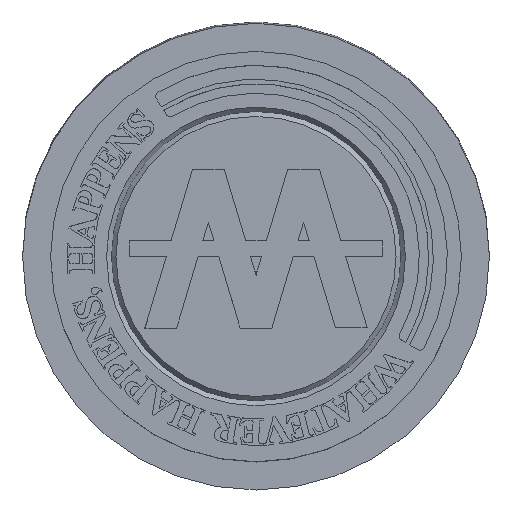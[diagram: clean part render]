
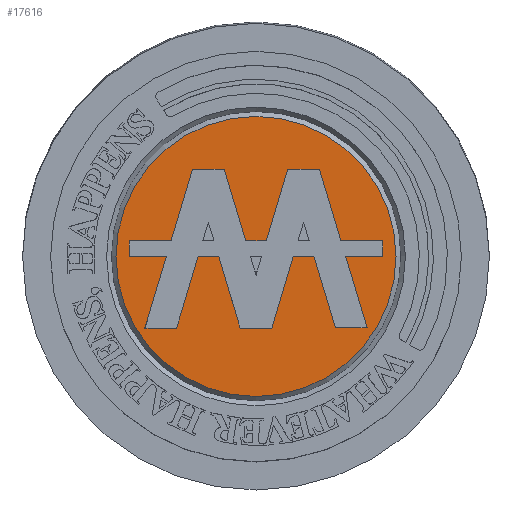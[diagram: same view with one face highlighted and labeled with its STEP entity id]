
A CAD part, top view. The second image highlights one B-rep face of the part: STEP entity #17616.
In plain terms, the highlighted face is planar.
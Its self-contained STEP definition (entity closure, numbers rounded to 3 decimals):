
#2593=LINE('',#41871,#4462);
#2596=LINE('',#41877,#4465);
#2598=LINE('',#41881,#4467);
#2600=LINE('',#41885,#4469);
#2602=LINE('',#41889,#4471);
#2604=LINE('',#41893,#4473);
#2606=LINE('',#41897,#4475);
#2608=LINE('',#41901,#4477);
#2610=LINE('',#41905,#4479);
#2612=LINE('',#41909,#4481);
#2614=LINE('',#41913,#4483);
#2616=LINE('',#41917,#4485);
#2618=LINE('',#41921,#4487);
#2620=LINE('',#41925,#4489);
#2622=LINE('',#41929,#4491);
#2624=LINE('',#41933,#4493);
#2626=LINE('',#41937,#4495);
#2628=LINE('',#41941,#4497);
#2630=LINE('',#41945,#4499);
#2632=LINE('',#41949,#4501);
#2634=LINE('',#41953,#4503);
#2636=LINE('',#41957,#4505);
#2638=LINE('',#41961,#4507);
#2640=LINE('',#41965,#4509);
#4462=VECTOR('',#21256,1000.);
#4465=VECTOR('',#21261,1000.);
#4467=VECTOR('',#21265,1000.);
#4469=VECTOR('',#21269,1000.);
#4471=VECTOR('',#21273,1000.);
#4473=VECTOR('',#21277,1000.);
#4475=VECTOR('',#21281,1000.);
#4477=VECTOR('',#21285,1000.);
#4479=VECTOR('',#21289,1000.);
#4481=VECTOR('',#21293,1000.);
#4483=VECTOR('',#21297,1000.);
#4485=VECTOR('',#21301,1000.);
#4487=VECTOR('',#21305,1000.);
#4489=VECTOR('',#21309,1000.);
#4491=VECTOR('',#21313,1000.);
#4493=VECTOR('',#21317,1000.);
#4495=VECTOR('',#21321,1000.);
#4497=VECTOR('',#21325,1000.);
#4499=VECTOR('',#21329,1000.);
#4501=VECTOR('',#21333,1000.);
#4503=VECTOR('',#21337,1000.);
#4505=VECTOR('',#21341,1000.);
#4507=VECTOR('',#21345,1000.);
#4509=VECTOR('',#21349,1000.);
#9309=ORIENTED_EDGE('',*,*,#12064,.T.);
#9310=ORIENTED_EDGE('',*,*,#12062,.T.);
#9311=ORIENTED_EDGE('',*,*,#12060,.T.);
#9312=ORIENTED_EDGE('',*,*,#12058,.T.);
#9313=ORIENTED_EDGE('',*,*,#12056,.T.);
#9314=ORIENTED_EDGE('',*,*,#12054,.T.);
#9315=ORIENTED_EDGE('',*,*,#12052,.T.);
#9316=ORIENTED_EDGE('',*,*,#12050,.T.);
#9317=ORIENTED_EDGE('',*,*,#12048,.T.);
#9318=ORIENTED_EDGE('',*,*,#12046,.T.);
#9319=ORIENTED_EDGE('',*,*,#12044,.T.);
#9320=ORIENTED_EDGE('',*,*,#12042,.T.);
#9321=ORIENTED_EDGE('',*,*,#12040,.T.);
#9322=ORIENTED_EDGE('',*,*,#12038,.T.);
#9323=ORIENTED_EDGE('',*,*,#12036,.T.);
#9324=ORIENTED_EDGE('',*,*,#12034,.T.);
#9325=ORIENTED_EDGE('',*,*,#12032,.T.);
#9326=ORIENTED_EDGE('',*,*,#12030,.T.);
#9327=ORIENTED_EDGE('',*,*,#12028,.T.);
#9328=ORIENTED_EDGE('',*,*,#12026,.T.);
#9329=ORIENTED_EDGE('',*,*,#12024,.T.);
#9330=ORIENTED_EDGE('',*,*,#12022,.T.);
#9331=ORIENTED_EDGE('',*,*,#12020,.T.);
#9332=ORIENTED_EDGE('',*,*,#12017,.T.);
#9333=ORIENTED_EDGE('',*,*,#12065,.F.);
#12017=EDGE_CURVE('',#13804,#13805,#2593,.T.);
#12020=EDGE_CURVE('',#13806,#13804,#2596,.T.);
#12022=EDGE_CURVE('',#13807,#13806,#2598,.T.);
#12024=EDGE_CURVE('',#13808,#13807,#2600,.T.);
#12026=EDGE_CURVE('',#13809,#13808,#2602,.T.);
#12028=EDGE_CURVE('',#13810,#13809,#2604,.T.);
#12030=EDGE_CURVE('',#13811,#13810,#2606,.T.);
#12032=EDGE_CURVE('',#13812,#13811,#2608,.T.);
#12034=EDGE_CURVE('',#13813,#13812,#2610,.T.);
#12036=EDGE_CURVE('',#13814,#13813,#2612,.T.);
#12038=EDGE_CURVE('',#13815,#13814,#2614,.T.);
#12040=EDGE_CURVE('',#13816,#13815,#2616,.T.);
#12042=EDGE_CURVE('',#13817,#13816,#2618,.T.);
#12044=EDGE_CURVE('',#13818,#13817,#2620,.T.);
#12046=EDGE_CURVE('',#13819,#13818,#2622,.T.);
#12048=EDGE_CURVE('',#13820,#13819,#2624,.T.);
#12050=EDGE_CURVE('',#13821,#13820,#2626,.T.);
#12052=EDGE_CURVE('',#13822,#13821,#2628,.T.);
#12054=EDGE_CURVE('',#13823,#13822,#2630,.T.);
#12056=EDGE_CURVE('',#13824,#13823,#2632,.T.);
#12058=EDGE_CURVE('',#13825,#13824,#2634,.T.);
#12060=EDGE_CURVE('',#13826,#13825,#2636,.T.);
#12062=EDGE_CURVE('',#13827,#13826,#2638,.T.);
#12064=EDGE_CURVE('',#13805,#13827,#2640,.T.);
#12065=EDGE_CURVE('',#13828,#13828,#13990,.T.);
#13804=VERTEX_POINT('',#41872);
#13805=VERTEX_POINT('',#41873);
#13806=VERTEX_POINT('',#41878);
#13807=VERTEX_POINT('',#41882);
#13808=VERTEX_POINT('',#41886);
#13809=VERTEX_POINT('',#41890);
#13810=VERTEX_POINT('',#41894);
#13811=VERTEX_POINT('',#41898);
#13812=VERTEX_POINT('',#41902);
#13813=VERTEX_POINT('',#41906);
#13814=VERTEX_POINT('',#41910);
#13815=VERTEX_POINT('',#41914);
#13816=VERTEX_POINT('',#41918);
#13817=VERTEX_POINT('',#41922);
#13818=VERTEX_POINT('',#41926);
#13819=VERTEX_POINT('',#41930);
#13820=VERTEX_POINT('',#41934);
#13821=VERTEX_POINT('',#41938);
#13822=VERTEX_POINT('',#41942);
#13823=VERTEX_POINT('',#41946);
#13824=VERTEX_POINT('',#41950);
#13825=VERTEX_POINT('',#41954);
#13826=VERTEX_POINT('',#41958);
#13827=VERTEX_POINT('',#41962);
#13828=VERTEX_POINT('',#41968);
#13990=CIRCLE('',#18328,7.5);
#14971=EDGE_LOOP('',(#9309,#9310,#9311,#9312,#9313,#9314,#9315,#9316,#9317,
#9318,#9319,#9320,#9321,#9322,#9323,#9324,#9325,#9326,#9327,#9328,#9329,
#9330,#9331,#9332));
#14972=EDGE_LOOP('',(#9333));
#16030=FACE_BOUND('',#14971,.T.);
#16031=FACE_BOUND('',#14972,.T.);
#16685=PLANE('',#18327);
#17616=ADVANCED_FACE('',(#16030,#16031),#16685,.F.);
#18327=AXIS2_PLACEMENT_3D('',#41966,#21350,#21351);
#18328=AXIS2_PLACEMENT_3D('',#41967,#21352,#21353);
#21256=DIRECTION('',(-0.287,0.958,0.));
#21261=DIRECTION('',(-1.,0.,0.));
#21265=DIRECTION('',(-0.287,-0.958,0.));
#21269=DIRECTION('',(-1.,0.,0.));
#21273=DIRECTION('',(-0.287,0.958,0.));
#21277=DIRECTION('',(-1.,0.,0.));
#21281=DIRECTION('',(0.,1.,0.));
#21285=DIRECTION('',(1.,0.,0.));
#21289=DIRECTION('',(-0.287,0.958,0.));
#21293=DIRECTION('',(1.,0.,0.));
#21297=DIRECTION('',(0.287,-0.958,0.));
#21301=DIRECTION('',(1.,0.,0.));
#21305=DIRECTION('',(0.287,0.958,0.));
#21309=DIRECTION('',(1.,0.,0.));
#21313=DIRECTION('',(0.287,-0.958,0.));
#21317=DIRECTION('',(1.,0.,0.));
#21321=DIRECTION('',(0.287,0.958,0.));
#21325=DIRECTION('',(1.,0.,0.));
#21329=DIRECTION('',(-0.287,-0.958,0.));
#21333=DIRECTION('',(1.,0.,0.));
#21337=DIRECTION('',(0.,-1.,0.));
#21341=DIRECTION('',(-1.,0.,0.));
#21345=DIRECTION('',(-0.287,-0.958,0.));
#21349=DIRECTION('',(-1.,0.,0.));
#21350=DIRECTION('',(0.,0.,1.));
#21351=DIRECTION('',(-1.,0.,0.));
#21352=DIRECTION('',(0.,0.,1.));
#21353=DIRECTION('',(-1.,0.,0.));
#41871=CARTESIAN_POINT('',(-0.273,-0.082,-0.5));
#41872=CARTESIAN_POINT('',(-0.553,0.85,-0.5));
#41873=CARTESIAN_POINT('',(-1.7,4.675,-0.5));
#41877=CARTESIAN_POINT('',(0.,0.85,-0.5));
#41878=CARTESIAN_POINT('',(0.553,0.85,-0.5));
#41881=CARTESIAN_POINT('',(0.273,-0.082,-0.5));
#41882=CARTESIAN_POINT('',(1.7,4.675,-0.5));
#41885=CARTESIAN_POINT('',(0.,4.675,-0.5));
#41886=CARTESIAN_POINT('',(3.4,4.675,-0.5));
#41889=CARTESIAN_POINT('',(4.406,1.322,-0.5));
#41890=CARTESIAN_POINT('',(4.548,0.85,-0.5));
#41893=CARTESIAN_POINT('',(0.,0.85,-0.5));
#41894=CARTESIAN_POINT('',(6.8,0.85,-0.5));
#41897=CARTESIAN_POINT('',(6.8,0.,-0.5));
#41898=CARTESIAN_POINT('',(6.8,0.,-0.5));
#41901=CARTESIAN_POINT('',(0.,0.,-0.5));
#41902=CARTESIAN_POINT('',(4.803,0.,-0.5));
#41905=CARTESIAN_POINT('',(4.406,1.322,-0.5));
#41906=CARTESIAN_POINT('',(5.95,-3.825,-0.5));
#41909=CARTESIAN_POINT('',(0.,-3.825,-0.5));
#41910=CARTESIAN_POINT('',(4.25,-3.825,-0.5));
#41913=CARTESIAN_POINT('',(2.846,0.854,-0.5));
#41914=CARTESIAN_POINT('',(3.103,0.,-0.5));
#41917=CARTESIAN_POINT('',(0.,0.,-0.5));
#41918=CARTESIAN_POINT('',(1.998,0.,-0.5));
#41921=CARTESIAN_POINT('',(1.833,-0.55,-0.5));
#41922=CARTESIAN_POINT('',(0.85,-3.825,-0.5));
#41925=CARTESIAN_POINT('',(0.,-3.825,-0.5));
#41926=CARTESIAN_POINT('',(-0.85,-3.825,-0.5));
#41929=CARTESIAN_POINT('',(-1.833,-0.55,-0.5));
#41930=CARTESIAN_POINT('',(-1.998,0.,-0.5));
#41933=CARTESIAN_POINT('',(0.,0.,-0.5));
#41934=CARTESIAN_POINT('',(-3.103,0.,-0.5));
#41937=CARTESIAN_POINT('',(-2.846,0.854,-0.5));
#41938=CARTESIAN_POINT('',(-4.25,-3.825,-0.5));
#41941=CARTESIAN_POINT('',(0.,-3.825,-0.5));
#41942=CARTESIAN_POINT('',(-5.95,-3.825,-0.5));
#41945=CARTESIAN_POINT('',(-4.406,1.322,-0.5));
#41946=CARTESIAN_POINT('',(-4.803,0.,-0.5));
#41949=CARTESIAN_POINT('',(0.,0.,-0.5));
#41950=CARTESIAN_POINT('',(-6.8,0.,-0.5));
#41953=CARTESIAN_POINT('',(-6.8,0.,-0.5));
#41954=CARTESIAN_POINT('',(-6.8,0.85,-0.5));
#41957=CARTESIAN_POINT('',(0.,0.85,-0.5));
#41958=CARTESIAN_POINT('',(-4.548,0.85,-0.5));
#41961=CARTESIAN_POINT('',(-4.406,1.322,-0.5));
#41962=CARTESIAN_POINT('',(-3.4,4.675,-0.5));
#41965=CARTESIAN_POINT('',(0.,4.675,-0.5));
#41966=CARTESIAN_POINT('',(0.,0.,-0.5));
#41967=CARTESIAN_POINT('',(0.,0.,-0.5));
#41968=CARTESIAN_POINT('',(-7.5,0.,-0.5));
